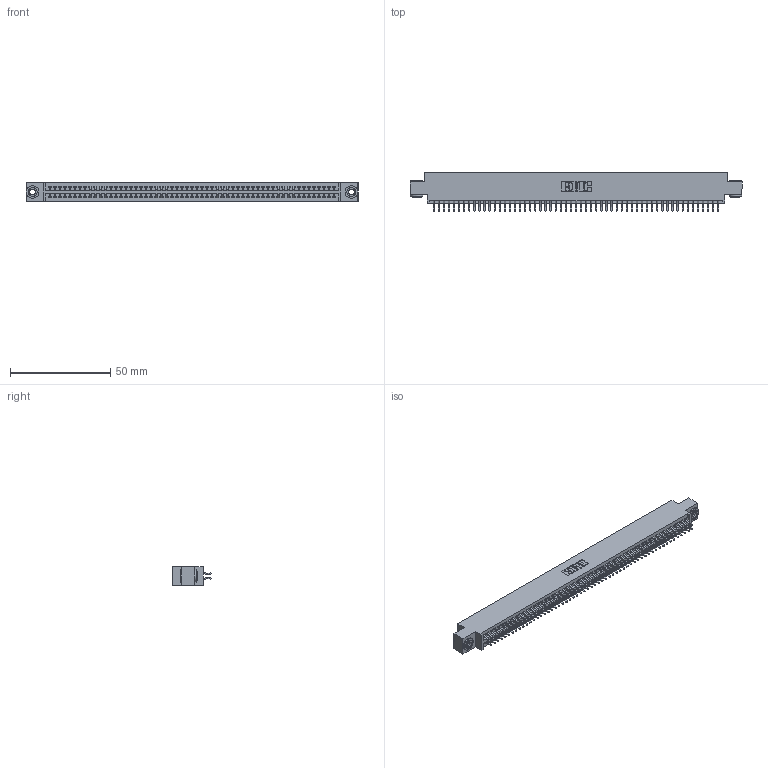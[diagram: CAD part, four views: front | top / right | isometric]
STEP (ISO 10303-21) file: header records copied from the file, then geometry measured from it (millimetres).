
FILE_DESCRIPTION (( 'STEP AP203' ), '1' );
FILE_NAME ('395-114-556-803.STEP', '2018-12-01T18:52:10', ( '' ), ( '' ), 'SwSTEP 2.0', 'SolidWorks 2016', '' );
FILE_SCHEMA (( 'CONFIG_CONTROL_DESIGN' ));
Length unit declared in the file: inch
Products named in the file (4): 345-292-001_556 Tail; 395-114-556-803; 345 Part_0.170 Offset - 0.156 Dia-TH; 345-250-002_345-250-002-102
Assembly tree (117 placements, depth 2):
  395-114-556-803
    345 Part_0.170 Offset - 0.156 Dia-TH
    345-292-001_556 Tail  x114
    345-250-002_345-250-002-102  x2
Bounding box: 165.99 x 19.24 x 9.4 mm (x, y, z)
Volume: 16165.1 mm3; surface area: 24433.8 mm2
Topology: 117 solids, 117 shells, 6552 faces, 19467 edges, 12822 vertices
Faces by surface type: plane 4312, cylinder 2232, cone 8
Entity records: 43706 total; most frequent: CARTESIAN_POINT 7303, ORIENTED_EDGE 7218, DIRECTION 6439, EDGE_CURVE 3609, LINE 3217, VECTOR 3217, VERTEX_POINT 2402, AXIS2_PLACEMENT_3D 1611
